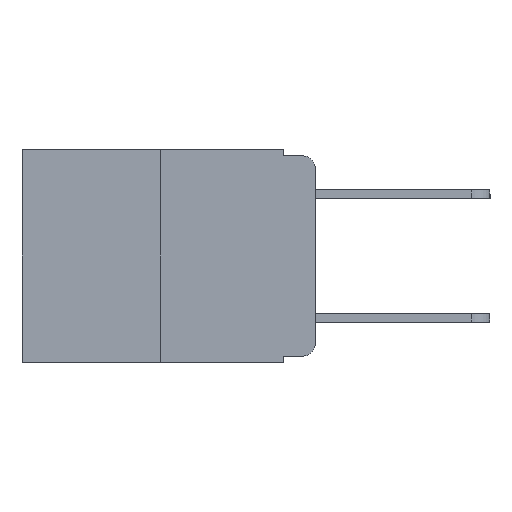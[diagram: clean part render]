
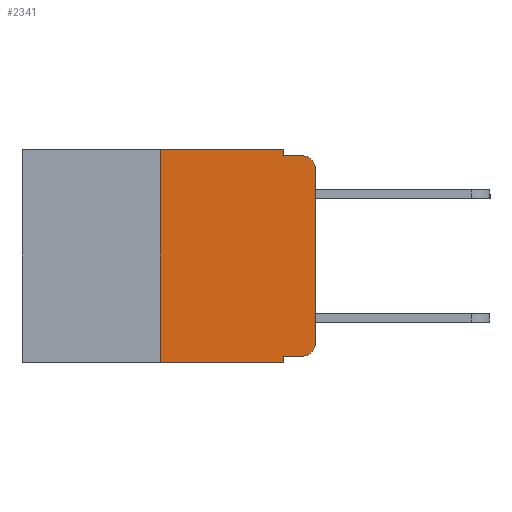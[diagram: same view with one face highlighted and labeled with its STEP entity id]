
A CAD part, left-side view. The second image highlights one B-rep face of the part: STEP entity #2341.
In plain terms, the highlighted planar face has unit normal (-1, 0, 0).
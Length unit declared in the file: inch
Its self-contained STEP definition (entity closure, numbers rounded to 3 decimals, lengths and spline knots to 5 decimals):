
#447 = EDGE_CURVE ( 'NONE', #4524, #5966, #458, .T. ) ;
#458 = LINE ( 'NONE', #2065, #5230 ) ;
#530 = EDGE_CURVE ( 'NONE', #6566, #6090, #8800, .T. ) ;
#619 = ORIENTED_EDGE ( 'NONE', *, *, #2710, .T. ) ;
#942 = VERTEX_POINT ( 'NONE', #4924 ) ;
#950 = DIRECTION ( 'NONE',  ( 0., -1., 0. ) ) ;
#957 = EDGE_CURVE ( 'NONE', #9567, #10893, #3037, .T. ) ;
#1091 = CARTESIAN_POINT ( 'NONE',  ( 0., 0.473, -0.343 ) ) ;
#1149 = EDGE_LOOP ( 'NONE', ( #3354, #619, #5524, #4123, #11432, #8669, #4134, #8058, #1847, #2480 ) ) ;
#1847 = ORIENTED_EDGE ( 'NONE', *, *, #4018, .T. ) ;
#2038 = DIRECTION ( 'NONE',  ( 0., 0., -1. ) ) ;
#2065 = CARTESIAN_POINT ( 'NONE',  ( 0., 0., 0. ) ) ;
#2068 = EDGE_CURVE ( 'NONE', #10893, #942, #7994, .T. ) ;
#2341 = ADVANCED_FACE ( 'NONE', ( #7065 ), #4909, .F. ) ;
#2421 = DIRECTION ( 'NONE',  ( 0., -1., 0. ) ) ;
#2480 = ORIENTED_EDGE ( 'NONE', *, *, #4033, .T. ) ;
#2696 = CARTESIAN_POINT ( 'NONE',  ( 0., 0., -0.313 ) ) ;
#2710 = EDGE_CURVE ( 'NONE', #5966, #9826, #5921, .T. ) ;
#2923 = CARTESIAN_POINT ( 'NONE',  ( 0., 0.051, -0.333 ) ) ;
#3037 = LINE ( 'NONE', #5981, #5218 ) ;
#3133 = CARTESIAN_POINT ( 'NONE',  ( 0., 0.051, 0. ) ) ;
#3354 = ORIENTED_EDGE ( 'NONE', *, *, #447, .T. ) ;
#3584 = LINE ( 'NONE', #9065, #3886 ) ;
#3787 = EDGE_CURVE ( 'NONE', #6566, #9567, #3584, .T. ) ;
#3881 = EDGE_CURVE ( 'NONE', #6268, #6090, #4020, .T. ) ;
#3886 = VECTOR ( 'NONE', #8917, 39.37008 ) ;
#4018 = EDGE_CURVE ( 'NONE', #6268, #9484, #7446, .T. ) ;
#4020 = LINE ( 'NONE', #8742, #6169 ) ;
#4033 = EDGE_CURVE ( 'NONE', #9484, #4524, #4165, .T. ) ;
#4123 = ORIENTED_EDGE ( 'NONE', *, *, #2068, .F. ) ;
#4134 = ORIENTED_EDGE ( 'NONE', *, *, #530, .T. ) ;
#4165 = CIRCLE ( 'NONE', #6718, 0.02 ) ;
#4514 = CARTESIAN_POINT ( 'NONE',  ( 0., 0.02, -0.01 ) ) ;
#4524 = VERTEX_POINT ( 'NONE', #2696 ) ;
#4748 = CARTESIAN_POINT ( 'NONE',  ( 0., 0.473, 0. ) ) ;
#4909 = PLANE ( 'NONE',  #11223 ) ;
#4924 = CARTESIAN_POINT ( 'NONE',  ( 0., 0.051, -0.01 ) ) ;
#5078 = CARTESIAN_POINT ( 'NONE',  ( 0., 0.25, 0. ) ) ;
#5107 = CARTESIAN_POINT ( 'NONE',  ( 0., 0.02, -0.03 ) ) ;
#5216 = CARTESIAN_POINT ( 'NONE',  ( 0., 0.051, -0.01 ) ) ;
#5218 = VECTOR ( 'NONE', #9348, 39.37008 ) ;
#5230 = VECTOR ( 'NONE', #11412, 39.37008 ) ;
#5524 = ORIENTED_EDGE ( 'NONE', *, *, #10428, .F. ) ;
#5883 = CARTESIAN_POINT ( 'NONE',  ( 0., 0.02, -0.333 ) ) ;
#5890 = VECTOR ( 'NONE', #2421, 39.37008 ) ;
#5921 = CIRCLE ( 'NONE', #10523, 0.02 ) ;
#5966 = VERTEX_POINT ( 'NONE', #8818 ) ;
#5981 = CARTESIAN_POINT ( 'NONE',  ( 0., 0.473, 0. ) ) ;
#6087 = DIRECTION ( 'NONE',  ( -1., 0., 0. ) ) ;
#6090 = VERTEX_POINT ( 'NONE', #9862 ) ;
#6152 = DIRECTION ( 'NONE',  ( 0., 0., -1. ) ) ;
#6169 = VECTOR ( 'NONE', #9638, 39.37008 ) ;
#6268 = VERTEX_POINT ( 'NONE', #2923 ) ;
#6325 = CARTESIAN_POINT ( 'NONE',  ( 0., 0.02, -0.313 ) ) ;
#6548 = VECTOR ( 'NONE', #950, 39.37008 ) ;
#6566 = VERTEX_POINT ( 'NONE', #10241 ) ;
#6605 = CARTESIAN_POINT ( 'NONE',  ( 0., 0.051, 0. ) ) ;
#6615 = VECTOR ( 'NONE', #6754, 39.37008 ) ;
#6718 = AXIS2_PLACEMENT_3D ( 'NONE', #6325, #6087, #6152 ) ;
#6754 = DIRECTION ( 'NONE',  ( 0., -1., 0. ) ) ;
#6795 = DIRECTION ( 'NONE',  ( 0., 0., -1. ) ) ;
#7065 = FACE_OUTER_BOUND ( 'NONE', #1149, .T. ) ;
#7446 = LINE ( 'NONE', #7521, #6615 ) ;
#7521 = CARTESIAN_POINT ( 'NONE',  ( 0., 0.051, -0.333 ) ) ;
#7994 = LINE ( 'NONE', #6605, #9923 ) ;
#8058 = ORIENTED_EDGE ( 'NONE', *, *, #3881, .F. ) ;
#8101 = DIRECTION ( 'NONE',  ( -1., 0., 0. ) ) ;
#8474 = LINE ( 'NONE', #5216, #5890 ) ;
#8669 = ORIENTED_EDGE ( 'NONE', *, *, #3787, .F. ) ;
#8742 = CARTESIAN_POINT ( 'NONE',  ( 0., 0.051, 0. ) ) ;
#8800 = LINE ( 'NONE', #1091, #6548 ) ;
#8818 = CARTESIAN_POINT ( 'NONE',  ( 0., 0., -0.03 ) ) ;
#8839 = DIRECTION ( 'NONE',  ( 0., 0., -1. ) ) ;
#8917 = DIRECTION ( 'NONE',  ( 0., 0., 1. ) ) ;
#8945 = DIRECTION ( 'NONE',  ( 1., 0., 0. ) ) ;
#9065 = CARTESIAN_POINT ( 'NONE',  ( 0., 0.25, 0. ) ) ;
#9348 = DIRECTION ( 'NONE',  ( 0., -1., 0. ) ) ;
#9484 = VERTEX_POINT ( 'NONE', #5883 ) ;
#9567 = VERTEX_POINT ( 'NONE', #5078 ) ;
#9638 = DIRECTION ( 'NONE',  ( 0., 0., -1. ) ) ;
#9826 = VERTEX_POINT ( 'NONE', #4514 ) ;
#9862 = CARTESIAN_POINT ( 'NONE',  ( 0., 0.051, -0.343 ) ) ;
#9923 = VECTOR ( 'NONE', #6795, 39.37008 ) ;
#10241 = CARTESIAN_POINT ( 'NONE',  ( 0., 0.25, -0.343 ) ) ;
#10428 = EDGE_CURVE ( 'NONE', #942, #9826, #8474, .T. ) ;
#10523 = AXIS2_PLACEMENT_3D ( 'NONE', #5107, #8101, #2038 ) ;
#10893 = VERTEX_POINT ( 'NONE', #3133 ) ;
#11223 = AXIS2_PLACEMENT_3D ( 'NONE', #4748, #8945, #8839 ) ;
#11412 = DIRECTION ( 'NONE',  ( 0., 0., 1. ) ) ;
#11432 = ORIENTED_EDGE ( 'NONE', *, *, #957, .F. ) ;
